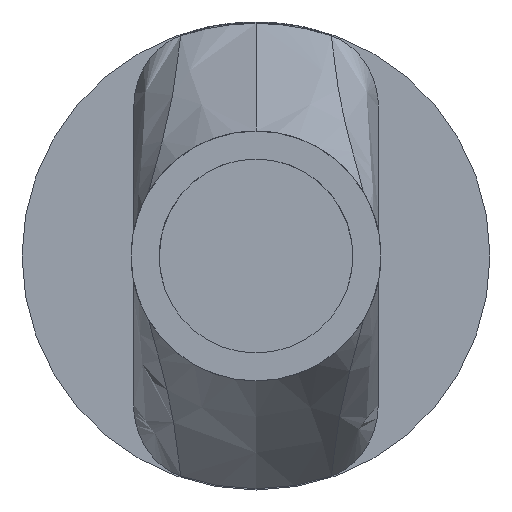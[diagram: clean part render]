
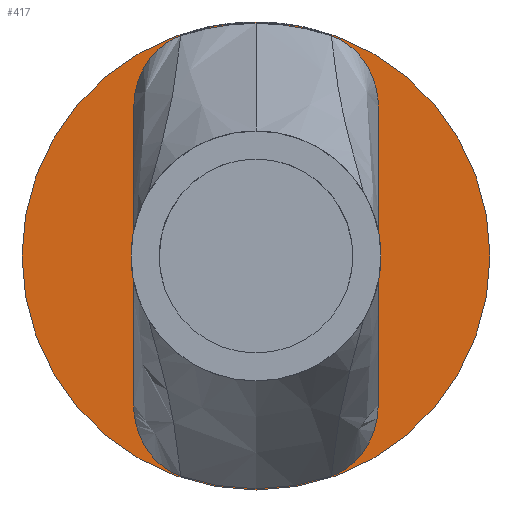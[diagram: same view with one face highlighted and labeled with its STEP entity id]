
A CAD part, front view. The second image highlights one B-rep face of the part: STEP entity #417.
In plain terms, the highlighted planar face has unit normal (0, -1, 0).
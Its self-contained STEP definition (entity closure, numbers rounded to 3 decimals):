
#6 = DIRECTION ( 'NONE',  ( 0., 0., 1. ) ) ;
#53 = CARTESIAN_POINT ( 'NONE',  ( 0., -6.51, 0. ) ) ;
#132 = CARTESIAN_POINT ( 'NONE',  ( 0., -6.51, 0. ) ) ;
#224 = DIRECTION ( 'NONE',  ( 0., 0., 1. ) ) ;
#274 = VERTEX_POINT ( 'NONE', #815 ) ;
#286 = CARTESIAN_POINT ( 'NONE',  ( 0., -6.51, -1.76 ) ) ;
#291 = DIRECTION ( 'NONE',  ( 0., 0., 1. ) ) ;
#415 = PLANE ( 'NONE',  #1049 ) ;
#417 = ADVANCED_FACE ( 'NONE', ( #714, #1451 ), #415, .F. ) ;
#435 = VERTEX_POINT ( 'NONE', #1457 ) ;
#479 = VERTEX_POINT ( 'NONE', #286 ) ;
#486 = EDGE_CURVE ( 'NONE', #274, #479, #1395, .T. ) ;
#521 = DIRECTION ( 'NONE',  ( 0., 1., 0. ) ) ;
#582 = ORIENTED_EDGE ( 'NONE', *, *, #989, .T. ) ;
#592 = ORIENTED_EDGE ( 'NONE', *, *, #1227, .F. ) ;
#627 = EDGE_LOOP ( 'NONE', ( #582, #665 ) ) ;
#665 = ORIENTED_EDGE ( 'NONE', *, *, #1394, .T. ) ;
#706 = CARTESIAN_POINT ( 'NONE',  ( -1.76, -6.51, 0. ) ) ;
#714 = FACE_OUTER_BOUND ( 'NONE', #972, .T. ) ;
#715 = DIRECTION ( 'NONE',  ( 0., 1., 0. ) ) ;
#815 = CARTESIAN_POINT ( 'NONE',  ( 0., -6.51, 1.76 ) ) ;
#882 = ORIENTED_EDGE ( 'NONE', *, *, #486, .F. ) ;
#918 = DIRECTION ( 'NONE',  ( 0., 1., 0. ) ) ;
#928 = CIRCLE ( 'NONE', #1331, 1.76 ) ;
#972 = EDGE_LOOP ( 'NONE', ( #882, #592 ) ) ;
#989 = EDGE_CURVE ( 'NONE', #435, #1459, #1593, .T. ) ;
#1049 = AXIS2_PLACEMENT_3D ( 'NONE', #706, #715, #1736 ) ;
#1088 = AXIS2_PLACEMENT_3D ( 'NONE', #53, #1104, #224 ) ;
#1104 = DIRECTION ( 'NONE',  ( 0., 1., 0. ) ) ;
#1173 = DIRECTION ( 'NONE',  ( 0., 1., 0. ) ) ;
#1227 = EDGE_CURVE ( 'NONE', #479, #274, #928, .T. ) ;
#1261 = AXIS2_PLACEMENT_3D ( 'NONE', #1404, #521, #1539 ) ;
#1269 = CARTESIAN_POINT ( 'NONE',  ( 0., -6.51, -0.94 ) ) ;
#1331 = AXIS2_PLACEMENT_3D ( 'NONE', #1791, #918, #6 ) ;
#1394 = EDGE_CURVE ( 'NONE', #1459, #435, #1866, .T. ) ;
#1395 = CIRCLE ( 'NONE', #1742, 1.76 ) ;
#1404 = CARTESIAN_POINT ( 'NONE',  ( 0., -6.51, 0. ) ) ;
#1451 = FACE_BOUND ( 'NONE', #627, .T. ) ;
#1457 = CARTESIAN_POINT ( 'NONE',  ( 0., -6.51, 0.94 ) ) ;
#1459 = VERTEX_POINT ( 'NONE', #1269 ) ;
#1539 = DIRECTION ( 'NONE',  ( 0., 0., 1. ) ) ;
#1593 = CIRCLE ( 'NONE', #1261, 0.94 ) ;
#1736 = DIRECTION ( 'NONE',  ( 0., 0., 1. ) ) ;
#1742 = AXIS2_PLACEMENT_3D ( 'NONE', #132, #1173, #291 ) ;
#1791 = CARTESIAN_POINT ( 'NONE',  ( 0., -6.51, 0. ) ) ;
#1866 = CIRCLE ( 'NONE', #1088, 0.94 ) ;
